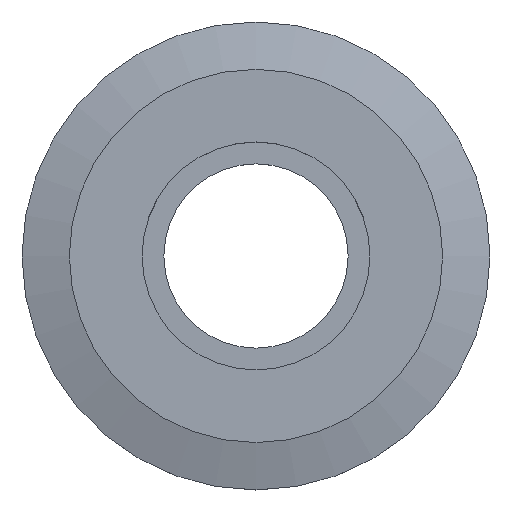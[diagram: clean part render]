
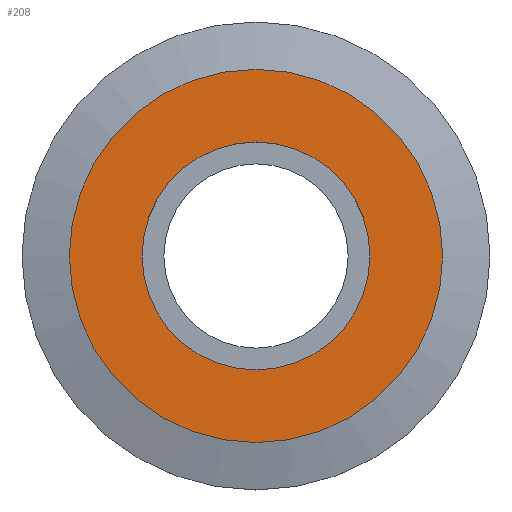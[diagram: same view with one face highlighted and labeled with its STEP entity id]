
A CAD part, top view. The second image highlights one B-rep face of the part: STEP entity #208.
In plain terms, the highlighted planar face has unit normal (0, 0, 1).
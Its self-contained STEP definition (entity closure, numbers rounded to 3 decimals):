
#20=FACE_BOUND('',#52,.T.);
#25=PLANE('',#261);
#36=FACE_OUTER_BOUND('',#51,.T.);
#51=EDGE_LOOP('',(#189,#190));
#52=EDGE_LOOP('',(#191,#192));
#65=CIRCLE('',#230,18.25);
#68=CIRCLE('',#233,18.25);
#85=CIRCLE('',#259,29.881);
#86=CIRCLE('',#260,29.881);
#87=VERTEX_POINT('',#338);
#88=VERTEX_POINT('',#339);
#107=VERTEX_POINT('',#392);
#108=VERTEX_POINT('',#393);
#109=EDGE_CURVE('',#87,#88,#65,.T.);
#113=EDGE_CURVE('',#88,#87,#68,.T.);
#134=EDGE_CURVE('',#107,#108,#85,.T.);
#135=EDGE_CURVE('',#108,#107,#86,.T.);
#189=ORIENTED_EDGE('',*,*,#134,.T.);
#190=ORIENTED_EDGE('',*,*,#135,.T.);
#191=ORIENTED_EDGE('',*,*,#109,.F.);
#192=ORIENTED_EDGE('',*,*,#113,.F.);
#208=ADVANCED_FACE('',(#36,#20),#25,.T.);
#230=AXIS2_PLACEMENT_3D('',#340,#266,#267);
#233=AXIS2_PLACEMENT_3D('',#346,#273,#274);
#259=AXIS2_PLACEMENT_3D('',#394,#329,#330);
#260=AXIS2_PLACEMENT_3D('',#395,#331,#332);
#261=AXIS2_PLACEMENT_3D('',#397,#334,#335);
#266=DIRECTION('center_axis',(0.,0.,1.));
#267=DIRECTION('ref_axis',(1.,0.,0.));
#273=DIRECTION('center_axis',(0.,0.,1.));
#274=DIRECTION('ref_axis',(1.,0.,0.));
#329=DIRECTION('center_axis',(0.,0.,1.));
#330=DIRECTION('ref_axis',(1.,0.,0.));
#331=DIRECTION('center_axis',(0.,0.,1.));
#332=DIRECTION('ref_axis',(1.,0.,0.));
#334=DIRECTION('center_axis',(0.,0.,1.));
#335=DIRECTION('ref_axis',(1.,0.,0.));
#338=CARTESIAN_POINT('',(19.215,0.,5.08));
#339=CARTESIAN_POINT('',(55.715,0.,5.08));
#340=CARTESIAN_POINT('Origin',(37.465,0.,5.08));
#346=CARTESIAN_POINT('Origin',(37.465,0.,5.08));
#392=CARTESIAN_POINT('',(7.584,0.,5.08));
#393=CARTESIAN_POINT('',(67.346,0.,5.08));
#394=CARTESIAN_POINT('Origin',(37.465,0.,5.08));
#395=CARTESIAN_POINT('Origin',(37.465,0.,5.08));
#397=CARTESIAN_POINT('Origin',(19.215,0.,5.08));
